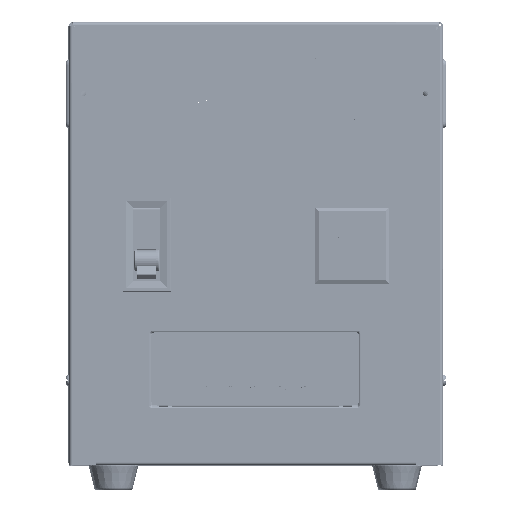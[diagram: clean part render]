
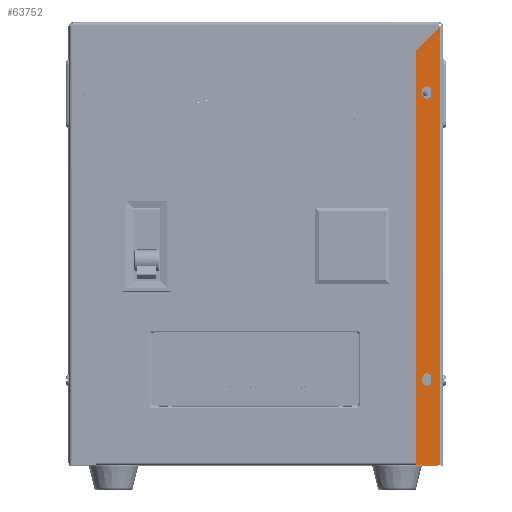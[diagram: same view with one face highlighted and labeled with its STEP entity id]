
A CAD part, top view. The second image highlights one B-rep face of the part: STEP entity #63752.
In plain terms, the highlighted face is planar.
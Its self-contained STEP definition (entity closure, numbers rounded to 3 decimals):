
#817 = CARTESIAN_POINT ( 'NONE',  ( 277., -202.81, 11.576 ) ) ;
#1798 = CARTESIAN_POINT ( 'NONE',  ( 277., -40.81, 11.576 ) ) ;
#1884 = CARTESIAN_POINT ( 'NONE',  ( 277., -177.761, 177.054 ) ) ;
#3201 = LINE ( 'NONE', #104773, #125553 ) ;
#3935 = LINE ( 'NONE', #87247, #104421 ) ;
#4670 = DIRECTION ( 'NONE',  ( 0., -1., 0. ) ) ;
#7106 = CARTESIAN_POINT ( 'NONE',  ( 277., -38.81, 6.576 ) ) ;
#7258 = ORIENTED_EDGE ( 'NONE', *, *, #116467, .F. ) ;
#9112 = CARTESIAN_POINT ( 'NONE',  ( 277., -40.81, 6.576 ) ) ;
#9598 = CARTESIAN_POINT ( 'NONE',  ( 277., -1.8, 15. ) ) ;
#11238 = ORIENTED_EDGE ( 'NONE', *, *, #124175, .F. ) ;
#11652 = LINE ( 'NONE', #128304, #89421 ) ;
#16789 = ORIENTED_EDGE ( 'NONE', *, *, #38678, .F. ) ;
#28122 = VERTEX_POINT ( 'NONE', #7106 ) ;
#29992 = FACE_BOUND ( 'NONE', #63416, .T. ) ;
#31385 = CARTESIAN_POINT ( 'NONE',  ( 277., 0., 1.8 ) ) ;
#36648 = EDGE_CURVE ( 'NONE', #88255, #28122, #45870, .T. ) ;
#38461 = VERTEX_POINT ( 'NONE', #817 ) ;
#38678 = EDGE_CURVE ( 'NONE', #38461, #96083, #44828, .T. ) ;
#42867 = CARTESIAN_POINT ( 'NONE',  ( 277., -200.81, 11.576 ) ) ;
#43663 = CARTESIAN_POINT ( 'NONE',  ( 277., -202.81, 6.576 ) ) ;
#44683 = ORIENTED_EDGE ( 'NONE', *, *, #112653, .F. ) ;
#44828 = CIRCLE ( 'NONE', #148792, 2.5 ) ;
#45025 = LINE ( 'NONE', #31385, #143947 ) ;
#45619 = CIRCLE ( 'NONE', #149604, 2.5 ) ;
#45673 = DIRECTION ( 'NONE',  ( 0., 0., -1. ) ) ;
#45870 = LINE ( 'NONE', #117649, #145662 ) ;
#46542 = DIRECTION ( 'NONE',  ( 1., 0., 0. ) ) ;
#47300 = DIRECTION ( 'NONE',  ( 0., 0., 1. ) ) ;
#47927 = DIRECTION ( 'NONE',  ( 1., 0., 0. ) ) ;
#48794 = ORIENTED_EDGE ( 'NONE', *, *, #121490, .T. ) ;
#57931 = DIRECTION ( 'NONE',  ( 0., -1., 0. ) ) ;
#58058 = ORIENTED_EDGE ( 'NONE', *, *, #98698, .F. ) ;
#58095 = LINE ( 'NONE', #9598, #130087 ) ;
#58238 = LINE ( 'NONE', #68807, #72030 ) ;
#59395 = CIRCLE ( 'NONE', #78701, 2.5 ) ;
#59429 = CARTESIAN_POINT ( 'NONE',  ( 277., -15.707, 15. ) ) ;
#61765 = LINE ( 'NONE', #1884, #136319 ) ;
#62603 = FACE_BOUND ( 'NONE', #115642, .T. ) ;
#63416 = EDGE_LOOP ( 'NONE', ( #92066, #74916, #70364, #109390 ) ) ;
#63752 = ADVANCED_FACE ( 'NONE', ( #62603, #29992, #65584 ), #111718, .T. ) ;
#64007 = VERTEX_POINT ( 'NONE', #1798 ) ;
#64429 = DIRECTION ( 'NONE',  ( 0., 0., -1. ) ) ;
#65584 = FACE_OUTER_BOUND ( 'NONE', #74692, .T. ) ;
#65809 = DIRECTION ( 'NONE',  ( 1., 0., 0. ) ) ;
#66007 = VERTEX_POINT ( 'NONE', #67201 ) ;
#66656 = CARTESIAN_POINT ( 'NONE',  ( 277., -200.81, 6.576 ) ) ;
#67201 = CARTESIAN_POINT ( 'NONE',  ( 277., -2.507, 1.8 ) ) ;
#68807 = CARTESIAN_POINT ( 'NONE',  ( 277., -200.81, 6.576 ) ) ;
#69188 = CARTESIAN_POINT ( 'NONE',  ( 277., -200.81, 9.076 ) ) ;
#70364 = ORIENTED_EDGE ( 'NONE', *, *, #71038, .F. ) ;
#71038 = EDGE_CURVE ( 'NONE', #28122, #128697, #59395, .T. ) ;
#72030 = VECTOR ( 'NONE', #127879, 1000. ) ;
#74692 = EDGE_LOOP ( 'NONE', ( #48794, #11238, #58058, #81069 ) ) ;
#74916 = ORIENTED_EDGE ( 'NONE', *, *, #91987, .F. ) ;
#78701 = AXIS2_PLACEMENT_3D ( 'NONE', #108984, #65809, #111216 ) ;
#79881 = DIRECTION ( 'NONE',  ( 0., 0., -1. ) ) ;
#81069 = ORIENTED_EDGE ( 'NONE', *, *, #117148, .F. ) ;
#85314 = CARTESIAN_POINT ( 'NONE',  ( 277., -250., 15. ) ) ;
#87169 = VERTEX_POINT ( 'NONE', #66656 ) ;
#87247 = CARTESIAN_POINT ( 'NONE',  ( 277., -202.81, 11.576 ) ) ;
#87608 = AXIS2_PLACEMENT_3D ( 'NONE', #89051, #101189, #79881 ) ;
#88255 = VERTEX_POINT ( 'NONE', #9112 ) ;
#89051 = CARTESIAN_POINT ( 'NONE',  ( 277., 0., 0. ) ) ;
#89251 = VERTEX_POINT ( 'NONE', #42867 ) ;
#89421 = VECTOR ( 'NONE', #57931, 1000. ) ;
#90410 = VERTEX_POINT ( 'NONE', #59429 ) ;
#91987 = EDGE_CURVE ( 'NONE', #128697, #64007, #11652, .T. ) ;
#92066 = ORIENTED_EDGE ( 'NONE', *, *, #134072, .F. ) ;
#92680 = DIRECTION ( 'NONE',  ( 0., 0., -1. ) ) ;
#93305 = CARTESIAN_POINT ( 'NONE',  ( 277., -40.81, 9.076 ) ) ;
#94372 = DIRECTION ( 'NONE',  ( 0., 0.707, -0.707 ) ) ;
#96083 = VERTEX_POINT ( 'NONE', #43663 ) ;
#98698 = EDGE_CURVE ( 'NONE', #141577, #90410, #58095, .T. ) ;
#99993 = DIRECTION ( 'NONE',  ( 1., 0., 0. ) ) ;
#101189 = DIRECTION ( 'NONE',  ( 1., 0., 0. ) ) ;
#102954 = EDGE_CURVE ( 'NONE', #89251, #38461, #3935, .T. ) ;
#104421 = VECTOR ( 'NONE', #4670, 1000. ) ;
#104773 = CARTESIAN_POINT ( 'NONE',  ( 277., -250., 15. ) ) ;
#105573 = DIRECTION ( 'NONE',  ( 0., 1., 0. ) ) ;
#108984 = CARTESIAN_POINT ( 'NONE',  ( 277., -38.81, 9.076 ) ) ;
#109390 = ORIENTED_EDGE ( 'NONE', *, *, #36648, .F. ) ;
#111216 = DIRECTION ( 'NONE',  ( 0., 0., -1. ) ) ;
#111718 = PLANE ( 'NONE',  #87608 ) ;
#112653 = EDGE_CURVE ( 'NONE', #87169, #89251, #45619, .T. ) ;
#113103 = DIRECTION ( 'NONE',  ( 0., 1., 0. ) ) ;
#114836 = DIRECTION ( 'NONE',  ( 0., 1., 0. ) ) ;
#115642 = EDGE_LOOP ( 'NONE', ( #16789, #120248, #44683, #7258 ) ) ;
#116467 = EDGE_CURVE ( 'NONE', #96083, #87169, #58238, .T. ) ;
#117148 = EDGE_CURVE ( 'NONE', #129365, #141577, #3201, .T. ) ;
#117649 = CARTESIAN_POINT ( 'NONE',  ( 277., -38.81, 6.576 ) ) ;
#117911 = AXIS2_PLACEMENT_3D ( 'NONE', #93305, #47927, #45673 ) ;
#120248 = ORIENTED_EDGE ( 'NONE', *, *, #102954, .F. ) ;
#121490 = EDGE_CURVE ( 'NONE', #129365, #66007, #45025, .T. ) ;
#124175 = EDGE_CURVE ( 'NONE', #90410, #66007, #61765, .T. ) ;
#124188 = CARTESIAN_POINT ( 'NONE',  ( 277., -38.81, 11.576 ) ) ;
#125192 = CIRCLE ( 'NONE', #117911, 2.5 ) ;
#125553 = VECTOR ( 'NONE', #47300, 1000. ) ;
#127879 = DIRECTION ( 'NONE',  ( 0., 1., 0. ) ) ;
#128304 = CARTESIAN_POINT ( 'NONE',  ( 277., -40.81, 11.576 ) ) ;
#128697 = VERTEX_POINT ( 'NONE', #124188 ) ;
#129365 = VERTEX_POINT ( 'NONE', #144644 ) ;
#130087 = VECTOR ( 'NONE', #114836, 1000. ) ;
#134072 = EDGE_CURVE ( 'NONE', #64007, #88255, #125192, .T. ) ;
#136319 = VECTOR ( 'NONE', #94372, 1000. ) ;
#141577 = VERTEX_POINT ( 'NONE', #85314 ) ;
#143947 = VECTOR ( 'NONE', #113103, 1000. ) ;
#144644 = CARTESIAN_POINT ( 'NONE',  ( 277., -250., 1.8 ) ) ;
#145452 = CARTESIAN_POINT ( 'NONE',  ( 277., -202.81, 9.076 ) ) ;
#145662 = VECTOR ( 'NONE', #105573, 1000. ) ;
#148792 = AXIS2_PLACEMENT_3D ( 'NONE', #145452, #99993, #64429 ) ;
#149604 = AXIS2_PLACEMENT_3D ( 'NONE', #69188, #46542, #92680 ) ;
